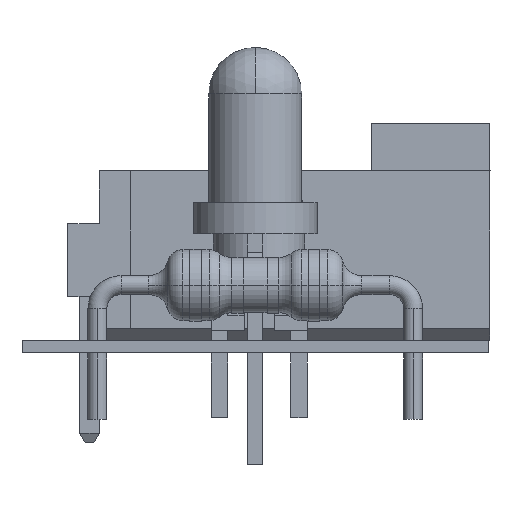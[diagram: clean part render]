
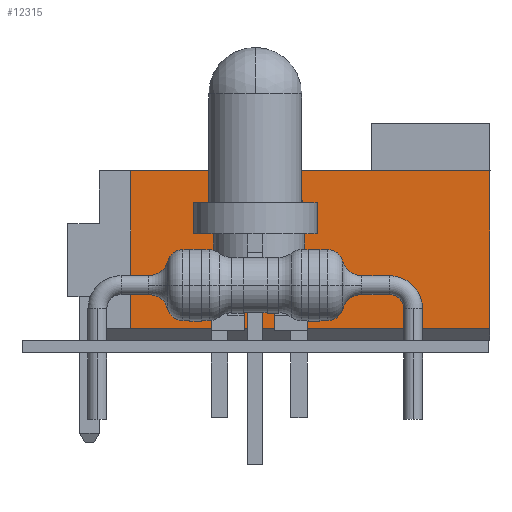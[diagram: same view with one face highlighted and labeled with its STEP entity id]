
A CAD part, left-side view. The second image highlights one B-rep face of the part: STEP entity #12315.
In plain terms, the highlighted planar face has unit normal (-1, 0, 0).
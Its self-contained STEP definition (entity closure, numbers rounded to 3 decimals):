
#6525 = PLANE('',#6526);
#6526 = AXIS2_PLACEMENT_3D('',#6527,#6528,#6529);
#6527 = CARTESIAN_POINT('',(-10.287,2.54,0.));
#6528 = DIRECTION('',(0.,0.,-1.));
#6529 = DIRECTION('',(-1.,0.,0.));
#7490 = PLANE('',#7491);
#7491 = AXIS2_PLACEMENT_3D('',#7492,#7493,#7494);
#7492 = CARTESIAN_POINT('',(-10.287,2.54,-13.589));
#7493 = DIRECTION('',(0.,1.,0.));
#7494 = DIRECTION('',(-1.,0.,0.));
#7587 = VERTEX_POINT('',#7588);
#7588 = CARTESIAN_POINT('',(-10.287,2.54,0.));
#7609 = EDGE_CURVE('',#7587,#7610,#7612,.T.);
#7610 = VERTEX_POINT('',#7611);
#7611 = CARTESIAN_POINT('',(-10.287,-2.54,0.));
#7612 = SURFACE_CURVE('',#7613,(#7617,#7624),.PCURVE_S1.);
#7613 = LINE('',#7614,#7615);
#7614 = CARTESIAN_POINT('',(-10.287,-2.54,0.));
#7615 = VECTOR('',#7616,1.);
#7616 = DIRECTION('',(0.,-1.,0.));
#7617 = PCURVE('',#6525,#7618);
#7618 = DEFINITIONAL_REPRESENTATION('',(#7619),#7623);
#7619 = LINE('',#7620,#7621);
#7620 = CARTESIAN_POINT('',(0.,-5.08));
#7621 = VECTOR('',#7622,1.);
#7622 = DIRECTION('',(0.,-1.));
#7623 = ( GEOMETRIC_REPRESENTATION_CONTEXT(2) 
PARAMETRIC_REPRESENTATION_CONTEXT() REPRESENTATION_CONTEXT('2D SPACE',''
  ) );
#7624 = PCURVE('',#7625,#7630);
#7625 = PLANE('',#7626);
#7626 = AXIS2_PLACEMENT_3D('',#7627,#7628,#7629);
#7627 = CARTESIAN_POINT('',(-10.287,-2.54,-13.589));
#7628 = DIRECTION('',(-1.,0.,0.));
#7629 = DIRECTION('',(0.,0.,1.));
#7630 = DEFINITIONAL_REPRESENTATION('',(#7631),#7635);
#7631 = LINE('',#7632,#7633);
#7632 = CARTESIAN_POINT('',(13.589,0.));
#7633 = VECTOR('',#7634,1.);
#7634 = DIRECTION('',(0.,-1.));
#7635 = ( GEOMETRIC_REPRESENTATION_CONTEXT(2) 
PARAMETRIC_REPRESENTATION_CONTEXT() REPRESENTATION_CONTEXT('2D SPACE',''
  ) );
#7653 = PLANE('',#7654);
#7654 = AXIS2_PLACEMENT_3D('',#7655,#7656,#7657);
#7655 = CARTESIAN_POINT('',(-10.287,-2.54,-13.589));
#7656 = DIRECTION('',(0.,-1.,0.));
#7657 = DIRECTION('',(1.,0.,0.));
#12315 = ADVANCED_FACE('',(#12316),#7625,.T.);
#12316 = FACE_BOUND('',#12317,.T.);
#12317 = EDGE_LOOP('',(#12318,#12348,#12369,#12370));
#12318 = ORIENTED_EDGE('',*,*,#12319,.F.);
#12319 = EDGE_CURVE('',#12320,#12322,#12324,.T.);
#12320 = VERTEX_POINT('',#12321);
#12321 = CARTESIAN_POINT('',(-10.287,-2.54,-11.557));
#12322 = VERTEX_POINT('',#12323);
#12323 = CARTESIAN_POINT('',(-10.287,2.54,-11.557));
#12324 = SURFACE_CURVE('',#12325,(#12329,#12336),.PCURVE_S1.);
#12325 = LINE('',#12326,#12327);
#12326 = CARTESIAN_POINT('',(-10.287,-2.921,-11.557));
#12327 = VECTOR('',#12328,1.);
#12328 = DIRECTION('',(0.,1.,0.));
#12329 = PCURVE('',#7625,#12330);
#12330 = DEFINITIONAL_REPRESENTATION('',(#12331),#12335);
#12331 = LINE('',#12332,#12333);
#12332 = CARTESIAN_POINT('',(2.032,-0.381));
#12333 = VECTOR('',#12334,1.);
#12334 = DIRECTION('',(0.,1.));
#12335 = ( GEOMETRIC_REPRESENTATION_CONTEXT(2) 
PARAMETRIC_REPRESENTATION_CONTEXT() REPRESENTATION_CONTEXT('2D SPACE',''
  ) );
#12336 = PCURVE('',#12337,#12342);
#12337 = PLANE('',#12338);
#12338 = AXIS2_PLACEMENT_3D('',#12339,#12340,#12341);
#12339 = CARTESIAN_POINT('',(-9.525,-2.921,-11.557));
#12340 = DIRECTION('',(0.,0.,1.));
#12341 = DIRECTION('',(1.,0.,0.));
#12342 = DEFINITIONAL_REPRESENTATION('',(#12343),#12347);
#12343 = LINE('',#12344,#12345);
#12344 = CARTESIAN_POINT('',(-0.762,0.));
#12345 = VECTOR('',#12346,1.);
#12346 = DIRECTION('',(0.,1.));
#12347 = ( GEOMETRIC_REPRESENTATION_CONTEXT(2) 
PARAMETRIC_REPRESENTATION_CONTEXT() REPRESENTATION_CONTEXT('2D SPACE',''
  ) );
#12348 = ORIENTED_EDGE('',*,*,#12349,.T.);
#12349 = EDGE_CURVE('',#12320,#7610,#12350,.T.);
#12350 = SURFACE_CURVE('',#12351,(#12355,#12362),.PCURVE_S1.);
#12351 = LINE('',#12352,#12353);
#12352 = CARTESIAN_POINT('',(-10.287,-2.54,-13.589));
#12353 = VECTOR('',#12354,1.);
#12354 = DIRECTION('',(0.,0.,1.));
#12355 = PCURVE('',#7625,#12356);
#12356 = DEFINITIONAL_REPRESENTATION('',(#12357),#12361);
#12357 = LINE('',#12358,#12359);
#12358 = CARTESIAN_POINT('',(0.,0.));
#12359 = VECTOR('',#12360,1.);
#12360 = DIRECTION('',(1.,0.));
#12361 = ( GEOMETRIC_REPRESENTATION_CONTEXT(2) 
PARAMETRIC_REPRESENTATION_CONTEXT() REPRESENTATION_CONTEXT('2D SPACE',''
  ) );
#12362 = PCURVE('',#7653,#12363);
#12363 = DEFINITIONAL_REPRESENTATION('',(#12364),#12368);
#12364 = LINE('',#12365,#12366);
#12365 = CARTESIAN_POINT('',(0.,0.));
#12366 = VECTOR('',#12367,1.);
#12367 = DIRECTION('',(0.,1.));
#12368 = ( GEOMETRIC_REPRESENTATION_CONTEXT(2) 
PARAMETRIC_REPRESENTATION_CONTEXT() REPRESENTATION_CONTEXT('2D SPACE',''
  ) );
#12369 = ORIENTED_EDGE('',*,*,#7609,.F.);
#12370 = ORIENTED_EDGE('',*,*,#12371,.F.);
#12371 = EDGE_CURVE('',#12322,#7587,#12372,.T.);
#12372 = SURFACE_CURVE('',#12373,(#12377,#12384),.PCURVE_S1.);
#12373 = LINE('',#12374,#12375);
#12374 = CARTESIAN_POINT('',(-10.287,2.54,-13.589));
#12375 = VECTOR('',#12376,1.);
#12376 = DIRECTION('',(0.,0.,1.));
#12377 = PCURVE('',#7625,#12378);
#12378 = DEFINITIONAL_REPRESENTATION('',(#12379),#12383);
#12379 = LINE('',#12380,#12381);
#12380 = CARTESIAN_POINT('',(0.,5.08));
#12381 = VECTOR('',#12382,1.);
#12382 = DIRECTION('',(1.,0.));
#12383 = ( GEOMETRIC_REPRESENTATION_CONTEXT(2) 
PARAMETRIC_REPRESENTATION_CONTEXT() REPRESENTATION_CONTEXT('2D SPACE',''
  ) );
#12384 = PCURVE('',#7490,#12385);
#12385 = DEFINITIONAL_REPRESENTATION('',(#12386),#12390);
#12386 = LINE('',#12387,#12388);
#12387 = CARTESIAN_POINT('',(0.,0.));
#12388 = VECTOR('',#12389,1.);
#12389 = DIRECTION('',(0.,1.));
#12390 = ( GEOMETRIC_REPRESENTATION_CONTEXT(2) 
PARAMETRIC_REPRESENTATION_CONTEXT() REPRESENTATION_CONTEXT('2D SPACE',''
  ) );
